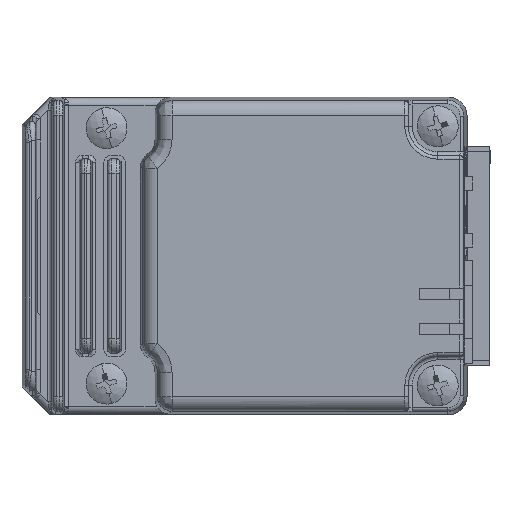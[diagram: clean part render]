
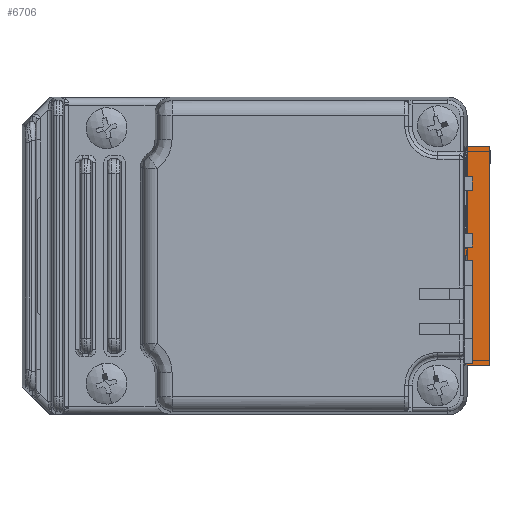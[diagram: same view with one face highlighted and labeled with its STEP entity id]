
A CAD part, front view. The second image highlights one B-rep face of the part: STEP entity #6706.
In plain terms, the highlighted planar face has unit normal (0, -1, 0).
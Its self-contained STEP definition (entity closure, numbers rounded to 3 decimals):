
#176 = EDGE_LOOP ( 'NONE', ( #10381, #14946, #3358, #8573, #10275, #13233, #11933, #10944 ) ) ;
#197 = VECTOR ( 'NONE', #16198, 1000. ) ;
#343 = VECTOR ( 'NONE', #8230, 1000. ) ;
#633 = EDGE_CURVE ( 'NONE', #12902, #13899, #12408, .T. ) ;
#995 = CARTESIAN_POINT ( 'NONE',  ( 33.369, -73.208, 68.3 ) ) ;
#1116 = VECTOR ( 'NONE', #10908, 1000. ) ;
#2007 = PLANE ( 'NONE',  #6146 ) ;
#2100 = VERTEX_POINT ( 'NONE', #15607 ) ;
#2444 = CARTESIAN_POINT ( 'NONE',  ( 46.069, -73.208, 69.5 ) ) ;
#2566 = EDGE_CURVE ( 'NONE', #12902, #16194, #15527, .T. ) ;
#2592 = VECTOR ( 'NONE', #12977, 1000. ) ;
#2924 = CARTESIAN_POINT ( 'NONE',  ( 46.069, -73.208, 69.5 ) ) ;
#3352 = CARTESIAN_POINT ( 'NONE',  ( 46.069, -73.208, 69.5 ) ) ;
#3358 = ORIENTED_EDGE ( 'NONE', *, *, #2566, .F. ) ;
#3424 = VERTEX_POINT ( 'NONE', #16480 ) ;
#3470 = FACE_OUTER_BOUND ( 'NONE', #176, .T. ) ;
#3626 = DIRECTION ( 'NONE',  ( 0., 0., -1. ) ) ;
#3935 = LINE ( 'NONE', #13489, #343 ) ;
#4285 = EDGE_CURVE ( 'NONE', #4716, #3424, #8339, .T. ) ;
#4511 = VERTEX_POINT ( 'NONE', #15991 ) ;
#4680 = DIRECTION ( 'NONE',  ( 0., 0., 1. ) ) ;
#4716 = VERTEX_POINT ( 'NONE', #4801 ) ;
#4795 = VECTOR ( 'NONE', #12403, 1000. ) ;
#4801 = CARTESIAN_POINT ( 'NONE',  ( 33.369, -73.208, 40.7 ) ) ;
#5090 = CARTESIAN_POINT ( 'NONE',  ( 33.369, -73.208, 69.5 ) ) ;
#5527 = CARTESIAN_POINT ( 'NONE',  ( 46.069, -73.208, 69.5 ) ) ;
#6045 = VERTEX_POINT ( 'NONE', #8970 ) ;
#6133 = CARTESIAN_POINT ( 'NONE',  ( 33.369, -73.208, 69.5 ) ) ;
#6146 = AXIS2_PLACEMENT_3D ( 'NONE', #3352, #12569, #4680 ) ;
#6706 = ADVANCED_FACE ( 'NONE', ( #3470 ), #2007, .F. ) ;
#6848 = LINE ( 'NONE', #10549, #197 ) ;
#7198 = EDGE_CURVE ( 'NONE', #4511, #6045, #14341, .T. ) ;
#8230 = DIRECTION ( 'NONE',  ( -1., 0., 0. ) ) ;
#8339 = LINE ( 'NONE', #9785, #4795 ) ;
#8384 = EDGE_CURVE ( 'NONE', #4716, #6045, #12282, .T. ) ;
#8519 = VECTOR ( 'NONE', #16046, 1000. ) ;
#8573 = ORIENTED_EDGE ( 'NONE', *, *, #633, .T. ) ;
#8938 = VECTOR ( 'NONE', #3626, 1000. ) ;
#8970 = CARTESIAN_POINT ( 'NONE',  ( 33.369, -73.208, 39.5 ) ) ;
#9785 = CARTESIAN_POINT ( 'NONE',  ( 46.069, -73.208, 40.7 ) ) ;
#10071 = VECTOR ( 'NONE', #11262, 1000. ) ;
#10275 = ORIENTED_EDGE ( 'NONE', *, *, #16333, .F. ) ;
#10381 = ORIENTED_EDGE ( 'NONE', *, *, #7198, .F. ) ;
#10549 = CARTESIAN_POINT ( 'NONE',  ( 36.469, -73.208, 40.7 ) ) ;
#10908 = DIRECTION ( 'NONE',  ( 1., 0., 0. ) ) ;
#10944 = ORIENTED_EDGE ( 'NONE', *, *, #8384, .T. ) ;
#11262 = DIRECTION ( 'NONE',  ( -1., 0., 0. ) ) ;
#11684 = EDGE_CURVE ( 'NONE', #3424, #2100, #6848, .T. ) ;
#11933 = ORIENTED_EDGE ( 'NONE', *, *, #4285, .F. ) ;
#12033 = LINE ( 'NONE', #2924, #8519 ) ;
#12282 = LINE ( 'NONE', #5090, #2592 ) ;
#12403 = DIRECTION ( 'NONE',  ( 1., 0., 0. ) ) ;
#12408 = LINE ( 'NONE', #6133, #8938 ) ;
#12510 = EDGE_CURVE ( 'NONE', #16194, #4511, #12033, .T. ) ;
#12569 = DIRECTION ( 'NONE',  ( 0., 1., 0. ) ) ;
#12902 = VERTEX_POINT ( 'NONE', #16155 ) ;
#12977 = DIRECTION ( 'NONE',  ( 0., 0., -1. ) ) ;
#13233 = ORIENTED_EDGE ( 'NONE', *, *, #11684, .F. ) ;
#13489 = CARTESIAN_POINT ( 'NONE',  ( 46.069, -73.208, 68.3 ) ) ;
#13899 = VERTEX_POINT ( 'NONE', #995 ) ;
#14341 = LINE ( 'NONE', #16471, #10071 ) ;
#14946 = ORIENTED_EDGE ( 'NONE', *, *, #12510, .F. ) ;
#15527 = LINE ( 'NONE', #5527, #1116 ) ;
#15607 = CARTESIAN_POINT ( 'NONE',  ( 36.469, -73.208, 68.3 ) ) ;
#15991 = CARTESIAN_POINT ( 'NONE',  ( 46.069, -73.208, 39.5 ) ) ;
#16046 = DIRECTION ( 'NONE',  ( 0., 0., -1. ) ) ;
#16155 = CARTESIAN_POINT ( 'NONE',  ( 33.369, -73.208, 69.5 ) ) ;
#16194 = VERTEX_POINT ( 'NONE', #2444 ) ;
#16198 = DIRECTION ( 'NONE',  ( 0., 0., 1. ) ) ;
#16333 = EDGE_CURVE ( 'NONE', #2100, #13899, #3935, .T. ) ;
#16471 = CARTESIAN_POINT ( 'NONE',  ( 46.069, -73.208, 39.5 ) ) ;
#16480 = CARTESIAN_POINT ( 'NONE',  ( 36.469, -73.208, 40.7 ) ) ;
